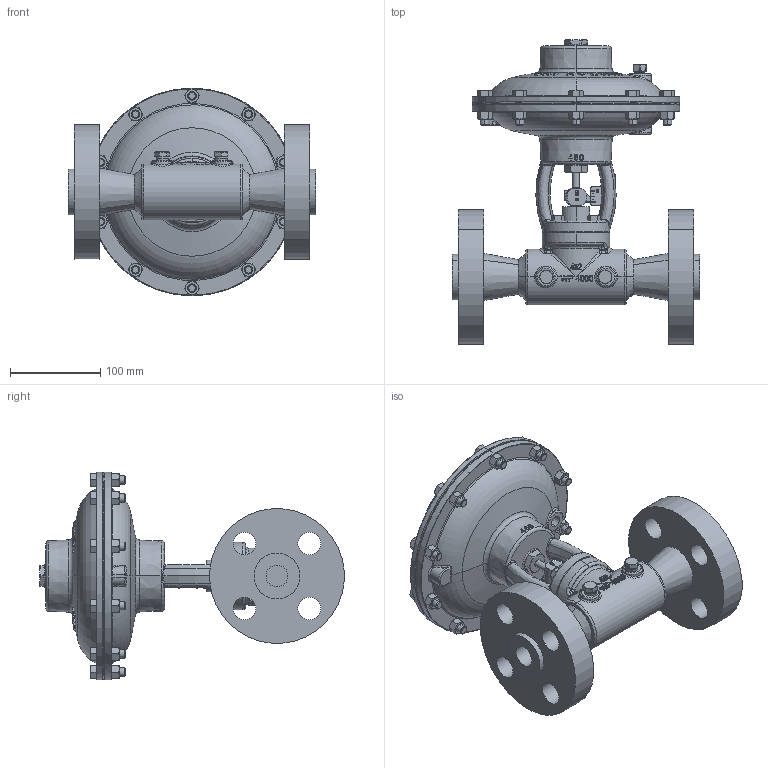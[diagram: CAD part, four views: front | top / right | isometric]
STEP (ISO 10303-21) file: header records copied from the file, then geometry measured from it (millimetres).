
FILE_DESCRIPTION (( 'STEP AP203' ), '1' );
FILE_NAME ('1 INCH 1400 FMT HPCV-PO 1500RF (MAA).STEP', '2019-01-30T22:19:51', ( '' ), ( '' ), 'SwSTEP 2.0', 'SolidWorks 2018', '' );
FILE_SCHEMA (( 'CONFIG_CONTROL_DESIGN' ));
Length unit declared in the file: inch
Products named in the file (1): 1 INCH 1400 FMT HPCV-PO 1500RF (MAA)
Bounding box: 273.66 x 336.8 x 229.81 mm (x, y, z)
Volume: 3703779.6 mm3; surface area: 338165.5 mm2
Topology: 1 solids, 1 shells, 2262 faces, 5748 edges, 3604 vertices
Faces by surface type: plane 1005, bspline 406, cone 347, cylinder 344, torus 117, sphere 43
Entity records: 92322 total; most frequent: CARTESIAN_POINT 41619, ORIENTED_EDGE 11444, DIRECTION 9325, EDGE_CURVE 5722, VERTEX_POINT 3604, AXIS2_PLACEMENT_3D 3566, EDGE_LOOP 2464, FACE_OUTER_BOUND 2262
